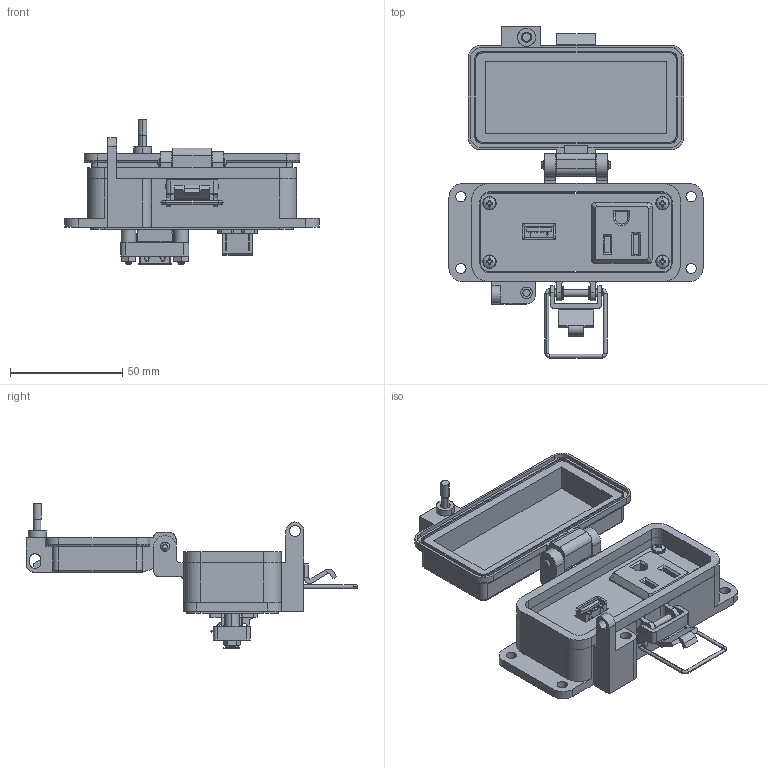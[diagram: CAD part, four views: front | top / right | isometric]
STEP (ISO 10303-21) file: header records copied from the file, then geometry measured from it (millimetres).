
FILE_DESCRIPTION (( 'STEP AP214' ), '1' );
FILE_NAME ('P-P22-F3R0_3D.STEP', '2017-11-09T16:11:46', ( '' ), ( '' ), 'SwSTEP 2.0', 'SolidWorks 2017', '' );
FILE_SCHEMA (( 'AUTOMOTIVE_DESIGN' ));
Length unit declared in the file: millimetre
Products named in the file (13): 92005A124_METRIC PAN HEAD PHILLIPS MACHINE SCREW_92005A124; Z-H-F3_B; R; Z-200-R0SQ; P-P22-F3R0_FP060; 90480A005_LOW-STRENGTH STEEL HEX NUT_90480A005; 19mm Spacer; 90273A117_ZINC-PLATED STL FLAT HEAD PHIL MACHINE SCREW_90273A117; P-P22-F3R0_TP240; P22; Z-300-USB-A-FF; P-P22-F3R0_BP180; P-P22-F3R0_3D
Assembly tree (18 placements, depth 3):
  P-P22-F3R0_3D
    P-P22-F3R0_BP180
    P22
      Z-300-USB-A-FF
    P-P22-F3R0_TP240
    90273A117_ZINC-PLATED STL FLAT HEAD PHIL MACHINE SCREW_90273A117  x2
    19mm Spacer  x2
    90480A005_LOW-STRENGTH STEEL HEX NUT_90480A005  x2
    P-P22-F3R0_FP060
    R
      Z-200-R0SQ
    Z-H-F3_B
    92005A124_METRIC PAN HEAD PHILLIPS MACHINE SCREW_92005A124  x4
Bounding box: 113 x 147.61 x 64.54 mm (x, y, z)
Volume: 94485.8 mm3; surface area: 72958.4 mm2
Topology: 25 solids, 25 shells, 2363 faces, 6645 edges, 4366 vertices
Faces by surface type: cylinder 1283, plane 831, cone 117, bspline 88, sphere 24, torus 20
Entity records: 62320 total; most frequent: CARTESIAN_POINT 20464, ORIENTED_EDGE 8548, DIRECTION 6957, EDGE_CURVE 4274, VERTEX_POINT 2810, LINE 2613, VECTOR 2613, AXIS2_PLACEMENT_3D 2172
